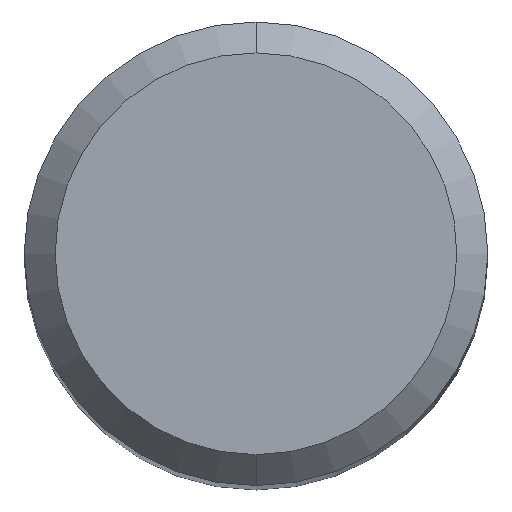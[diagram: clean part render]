
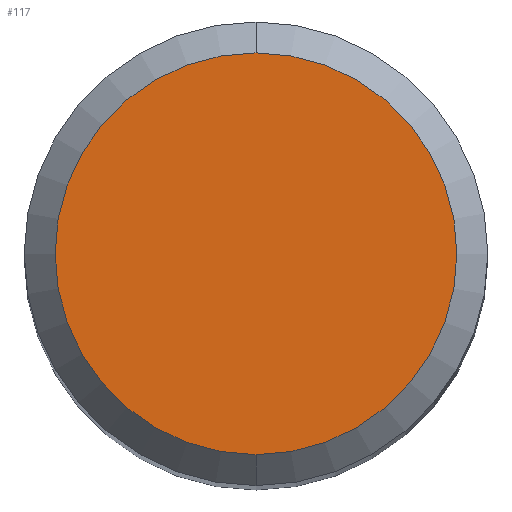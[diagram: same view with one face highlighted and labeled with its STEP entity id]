
A CAD part, top view. The second image highlights one B-rep face of the part: STEP entity #117.
In plain terms, the highlighted planar face has unit normal (0, 0, 1).
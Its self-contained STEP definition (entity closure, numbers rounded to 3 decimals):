
#99=EDGE_CURVE('',#167,#159,#250,.T.);
#117=ADVANCED_FACE('',(#271),#272,.T.);
#147=EDGE_CURVE('',#159,#167,#306,.T.);
#159=VERTEX_POINT('',#319);
#167=VERTEX_POINT('',#328);
#250=CIRCLE('',#411,2.6);
#271=FACE_OUTER_BOUND('',#434,.T.);
#272=PLANE('',#435);
#306=CIRCLE('',#482,2.6);
#319=CARTESIAN_POINT('',(0.,-2.6,0.0));
#328=CARTESIAN_POINT('',(0.0,2.6,0.0));
#411=AXIS2_PLACEMENT_3D('',#601,#602,#603);
#434=EDGE_LOOP('',(#631,#632));
#435=AXIS2_PLACEMENT_3D('',#633,#634,#635);
#482=AXIS2_PLACEMENT_3D('',#684,#685,#686);
#601=CARTESIAN_POINT('',(0.0,0.0,0.0));
#602=DIRECTION('',(0.0,0.0,-1.0));
#603=DIRECTION('',(0.0,1.0,0.0));
#631=ORIENTED_EDGE('',*,*,#99,.F.);
#632=ORIENTED_EDGE('',*,*,#147,.F.);
#633=CARTESIAN_POINT('',(0.0,1.3,0.0));
#634=DIRECTION('',(-0.0,0.0,1.0));
#635=DIRECTION('',(0.0,-1.0,0.0));
#684=CARTESIAN_POINT('',(0.0,0.0,0.0));
#685=DIRECTION('',(0.0,0.0,-1.0));
#686=DIRECTION('',(0.0,1.0,0.0));
